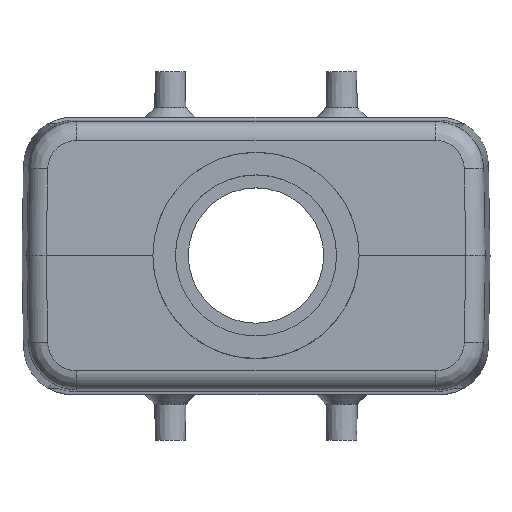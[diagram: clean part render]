
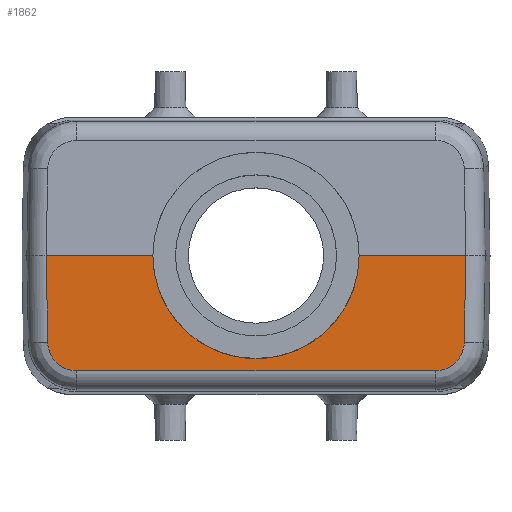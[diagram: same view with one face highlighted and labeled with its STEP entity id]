
A CAD part, top view. The second image highlights one B-rep face of the part: STEP entity #1862.
In plain terms, the highlighted planar face has unit normal (0, -0.018, 1).
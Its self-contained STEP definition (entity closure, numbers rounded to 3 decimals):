
#701=ELLIPSE('',#4500,16.002,16.);
#702=ELLIPSE('',#4501,4.505,4.5);
#703=ELLIPSE('',#4502,4.505,4.5);
#888=LINE('',#6134,#1257);
#889=LINE('',#6139,#1258);
#925=LINE('',#6288,#1294);
#926=LINE('',#6292,#1295);
#927=LINE('',#6296,#1296);
#1257=VECTOR('',#4941,1.);
#1258=VECTOR('',#4944,1.);
#1294=VECTOR('',#5064,1.);
#1295=VECTOR('',#5067,1.);
#1296=VECTOR('',#5070,1.);
#1528=PLANE('',#4503);
#1681=FACE_OUTER_BOUND('',#2174,.T.);
#1862=ADVANCED_FACE('',(#1681),#1528,.F.);
#2174=EDGE_LOOP('',(#2662,#2663,#2664,#2665,#2666,#2667,#2668,#2669));
#2662=ORIENTED_EDGE('',*,*,#3856,.T.);
#2663=ORIENTED_EDGE('',*,*,#3915,.T.);
#2664=ORIENTED_EDGE('',*,*,#3854,.T.);
#2665=ORIENTED_EDGE('',*,*,#3916,.F.);
#2666=ORIENTED_EDGE('',*,*,#3917,.F.);
#2667=ORIENTED_EDGE('',*,*,#3918,.T.);
#2668=ORIENTED_EDGE('',*,*,#3919,.T.);
#2669=ORIENTED_EDGE('',*,*,#3920,.T.);
#3503=VERTEX_POINT('',#6135);
#3504=VERTEX_POINT('',#6136);
#3505=VERTEX_POINT('',#6138);
#3506=VERTEX_POINT('',#6140);
#3541=VERTEX_POINT('',#6289);
#3542=VERTEX_POINT('',#6291);
#3543=VERTEX_POINT('',#6293);
#3544=VERTEX_POINT('',#6295);
#3854=EDGE_CURVE('',#3503,#3504,#888,.T.);
#3856=EDGE_CURVE('',#3506,#3505,#889,.T.);
#3915=EDGE_CURVE('',#3505,#3503,#701,.T.);
#3916=EDGE_CURVE('',#3541,#3504,#925,.T.);
#3917=EDGE_CURVE('',#3542,#3541,#702,.T.);
#3918=EDGE_CURVE('',#3542,#3543,#926,.T.);
#3919=EDGE_CURVE('',#3543,#3544,#703,.T.);
#3920=EDGE_CURVE('',#3544,#3506,#927,.T.);
#4500=AXIS2_PLACEMENT_3D('',#6287,#5062,#5063);
#4501=AXIS2_PLACEMENT_3D('',#6290,#5065,#5066);
#4502=AXIS2_PLACEMENT_3D('',#6294,#5068,#5069);
#4503=AXIS2_PLACEMENT_3D('',#6297,#5071,#5072);
#4941=DIRECTION('',(-1.,0.,0.));
#4944=DIRECTION('',(-1.,0.,0.));
#5062=DIRECTION('',(0.,0.017,-1.));
#5063=DIRECTION('',(0.,-1.,-0.017));
#5064=DIRECTION('',(-0.017,1.,0.017));
#5065=DIRECTION('',(0.,0.017,-1.));
#5066=DIRECTION('',(-0.531,-0.847,-0.015));
#5067=DIRECTION('',(1.,0.,0.));
#5068=DIRECTION('',(0.,-0.017,1.));
#5069=DIRECTION('',(0.531,-0.847,-0.015));
#5070=DIRECTION('',(0.017,1.,0.017));
#5071=DIRECTION('',(0.,0.017,-1.));
#5072=DIRECTION('',(0.,1.,0.017));
#6134=CARTESIAN_POINT('',(-36.3,0.,35.85));
#6135=CARTESIAN_POINT('',(-16.,0.,35.85));
#6136=CARTESIAN_POINT('',(-32.54,0.,35.85));
#6138=CARTESIAN_POINT('',(16.,0.,35.85));
#6139=CARTESIAN_POINT('',(-36.3,0.,35.85));
#6140=CARTESIAN_POINT('',(32.54,0.,35.85));
#6287=CARTESIAN_POINT('',(0.,0.,35.85));
#6288=CARTESIAN_POINT('',(-32.541,0.05,35.851));
#6289=CARTESIAN_POINT('',(-32.311,-13.45,35.615));
#6290=CARTESIAN_POINT('',(-27.81,-13.368,35.617));
#6291=CARTESIAN_POINT('',(-27.815,-17.871,35.538));
#6292=CARTESIAN_POINT('',(-36.3,-17.871,35.538));
#6293=CARTESIAN_POINT('',(27.815,-17.871,35.538));
#6294=CARTESIAN_POINT('',(27.81,-13.368,35.617));
#6295=CARTESIAN_POINT('',(32.311,-13.45,35.615));
#6296=CARTESIAN_POINT('',(32.541,0.05,35.851));
#6297=CARTESIAN_POINT('',(-36.3,0.,35.85));
